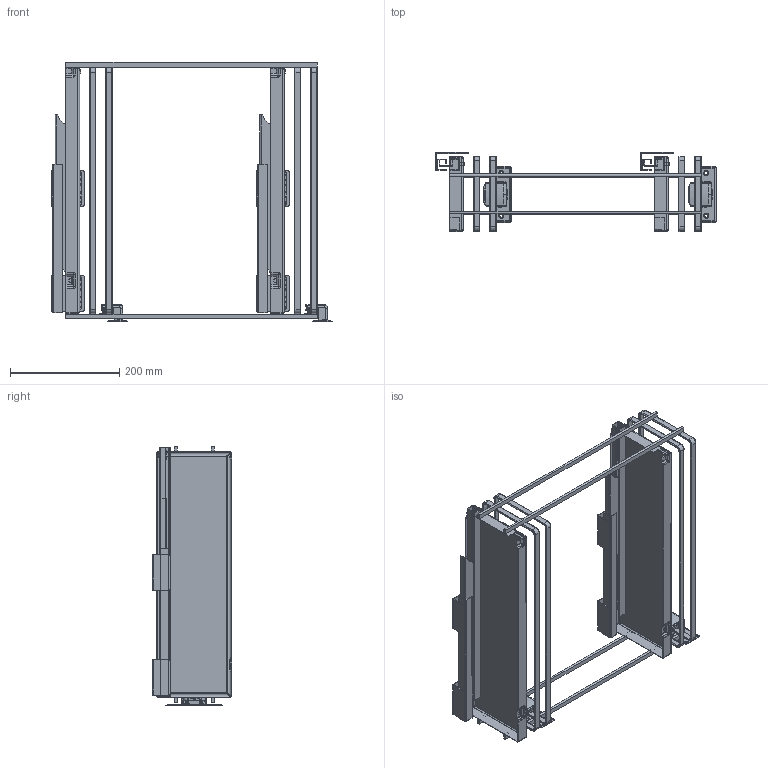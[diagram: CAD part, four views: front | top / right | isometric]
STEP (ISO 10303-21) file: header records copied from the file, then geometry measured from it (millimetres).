
FILE_DESCRIPTION(/* description */ (''),/* implementation_level */ '2;1');
FILE_NAME(/* name */ 'KO-200BO.stp',/* time_stamp */ '2022-06-15T16:04:13+02:00',/* author */ ('tomaszw'),/* organization */ (''),/* preprocessor_version */ 'ST-DEVELOPER v18.1',/* originating_system */ 'Autodesk Inventor 2021',/* authorisation */ '');
FILE_SCHEMA (('AUTOMOTIVE_DESIGN { 1 0 10303 214 3 1 1 }'));
Products named in the file (25): TVH-200-01_LEFT01; 200-ZHAI-CHOU-002_3_ASM_MIR; 200-ZHAI-CHOU-002_3_1_MIR; 200-ZHAI-CHOU-002_3_2_MIR; 200-ZHAI-CHOU-002_3_3_MIR; 200-ZHAI-CHOU-002_3_4_MIR; 200-ZHAI-CHOU-002_3_5_MIR; 200-ZHAI-CHOU-002_3_6_MIR; 200-ZHAI-CHOU-002_3_7_MIR; 200-ZHAI-CHOU-002_3_8_MIR; 200-ZHAI-CHOU-004_3_MIR; 150-200-MEN-BAN-PIA-KO-000_ASM_MIR; 150-200-MEN-BAN-PIA-KO-_MIR; 150-200-MEN-BAN-PIA-KO-1_MIR; 150-200-MEN-BAN-PIA-KO-2_MIR; 5X14-PAN-TOU-01_MIR; 5X12-PAN-TOU-01_MIR; M4-LUO-MU-0_MIR; M4-LUO-SI-0_MIR; JU150--016_ASM_MIR; JU150--016_ASM_MIR_1; JU150--017_MIR; JU150--018_MIR; JU150--019_MIR; JU150--020_MIR
Assembly tree (35 placements, depth 3):
  TVH-200-01_LEFT01
    200-ZHAI-CHOU-002_3_ASM_MIR
      200-ZHAI-CHOU-002_3_1_MIR
      200-ZHAI-CHOU-002_3_2_MIR
      200-ZHAI-CHOU-002_3_3_MIR
      200-ZHAI-CHOU-002_3_4_MIR
      200-ZHAI-CHOU-002_3_5_MIR
      200-ZHAI-CHOU-002_3_6_MIR
      200-ZHAI-CHOU-002_3_7_MIR
      200-ZHAI-CHOU-002_3_8_MIR
    200-ZHAI-CHOU-004_3_MIR  x2
    150-200-MEN-BAN-PIA-KO-000_ASM_MIR  x2
      150-200-MEN-BAN-PIA-KO-_MIR
      150-200-MEN-BAN-PIA-KO-1_MIR
      150-200-MEN-BAN-PIA-KO-2_MIR
      5X14-PAN-TOU-01_MIR
      5X12-PAN-TOU-01_MIR
      M4-LUO-MU-0_MIR
      M4-LUO-SI-0_MIR
    JU150--016_ASM_MIR
      JU150--017_MIR
      JU150--018_MIR
      JU150--019_MIR
      JU150--020_MIR  x2
    JU150--016_ASM_MIR_1
      JU150--017_MIR
      JU150--018_MIR
      JU150--019_MIR
      JU150--020_MIR  x2
Bounding box: 513.25 x 145.2 x 475.09 mm (x, y, z)
Volume: 590356 mm3; surface area: 871652.6 mm2
Topology: 40 solids, 40 shells, 2356 faces, 5922 edges, 3660 vertices
Faces by surface type: plane 1012, cylinder 860, bspline 256, torus 122, cone 80, sphere 26
Full cylindrical faces by diameter (mm): 1.5 x4, 3.4 x20, 4 x94, 4.1 x4, 4.3 x2, 5 x118, 6 x8, 6.2 x48, 7.2 x8, 8.9 x2, 9 x4, 9.5 x4
Entity records: 57519 total; most frequent: CARTESIAN_POINT 31183, ORIENTED_EDGE 5352, DIRECTION 5273, EDGE_CURVE 2676, AXIS2_PLACEMENT_3D 1894, VERTEX_POINT 1635, LINE 1485, VECTOR 1485
